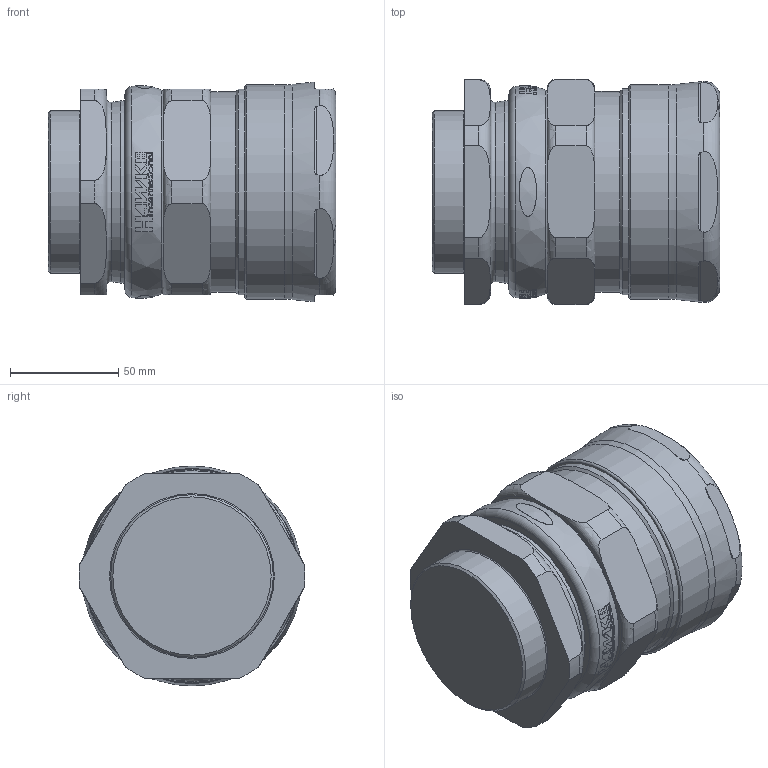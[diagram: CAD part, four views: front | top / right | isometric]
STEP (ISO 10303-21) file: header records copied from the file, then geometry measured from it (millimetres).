
FILE_DESCRIPTION(/* description */ (''),/* implementation_level */ '2;1');
FILE_NAME(/* name */ '453_UNIV_X F.stp',/* time_stamp */ '2021-05-19T15:54:49+05:00',/* author */ ('vinaykumark'),/* organization */ (''),/* preprocessor_version */ 'ST-DEVELOPER v18',/* originating_system */ 'Autodesk Inventor 2020',/* authorisation */ '');
FILE_SCHEMA (('AUTOMOTIVE_DESIGN { 1 0 10303 214 3 1 1 }'));
Products named in the file (1): 453_UNIV_X F
Bounding box: 132.7 x 103.97 x 101.43 mm (x, y, z)
Surface area: 234202.2 mm2
Topology: 11 solids, 11 shells, 1242 faces, 3444 edges, 2274 vertices
Faces by surface type: plane 498, cone 215, cylinder 210, bspline 171, torus 148
Full cylindrical faces by diameter (mm): 51.5 x1, 69.8 x1, 72.3 x2, 75 x1, 77.8 x1, 78 x1, 82.8 x1, 83 x1, 83.4 x1, 84 x3, 84.1 x3, 85 x1, 87.312 x1, 92.52 x1, 92.7 x1, 93 x1, 95 x2, 98.8 x1
Entity records: 47777 total; most frequent: CARTESIAN_POINT 17467, ORIENTED_EDGE 6882, DIRECTION 5331, EDGE_CURVE 3441, VERTEX_POINT 2268, AXIS2_PLACEMENT_3D 2161, EDGE_LOOP 1293, FACE_OUTER_BOUND 1242
